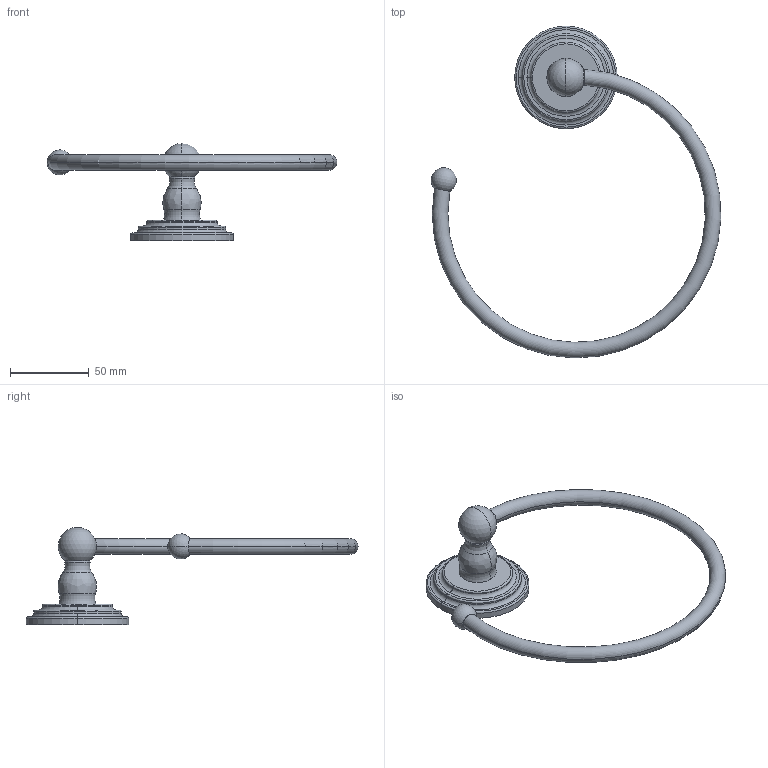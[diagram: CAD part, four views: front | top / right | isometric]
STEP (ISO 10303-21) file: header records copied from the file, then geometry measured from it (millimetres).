
FILE_DESCRIPTION((''),'2;1');
FILE_NAME('1121','2021-09-03T10:21:04',('rsmith'),(''),'CREO PARAMETRIC BY PTC INC, 2018400','CREO PARAMETRIC BY PTC INC, 2018400','');
FILE_SCHEMA(('AUTOMOTIVE_DESIGN { 1 0 10303 214 1 1 1 1 }'));
Length unit declared in the file: inch
Products named in the file (1): 1121
Bounding box: 183.49 x 210.27 x 61.52 mm (x, y, z)
Volume: 83697.3 mm3; surface area: 25779.6 mm2
Topology: 1 solids, 1 shells, 42 faces, 90 edges, 52 vertices
Faces by surface type: torus 16, cylinder 10, plane 8, sphere 4, bspline 2, cone 2
Entity records: 1982 total; most frequent: CARTESIAN_POINT 320, DIRECTION 232, ORIENTED_EDGE 172, COLOUR_RGB 147, PRESENTATION_STYLE_ASSIGNMENT 124, AXIS2_PLACEMENT_3D 110, STYLED_ITEM 88, CURVE_STYLE 86
